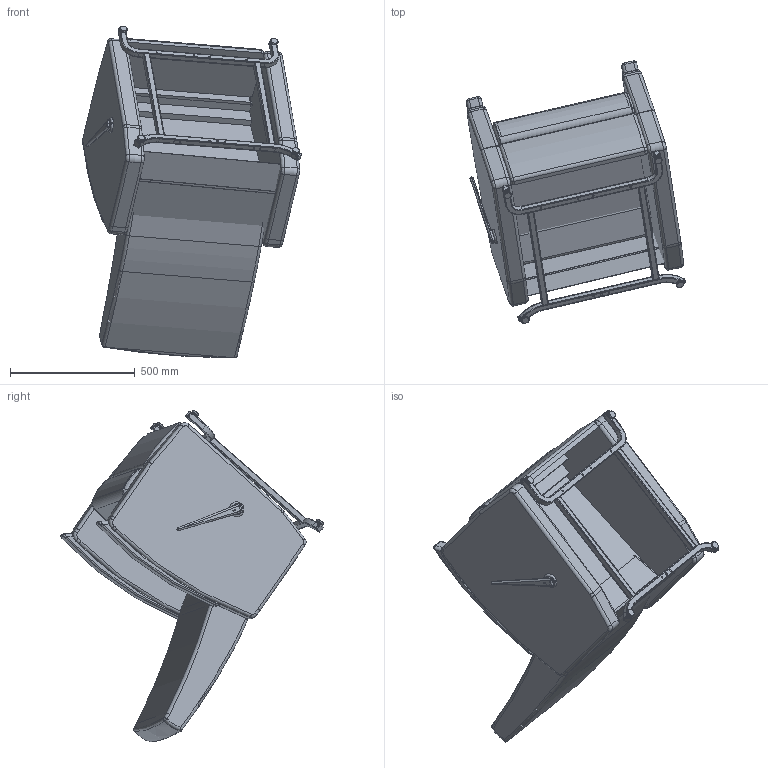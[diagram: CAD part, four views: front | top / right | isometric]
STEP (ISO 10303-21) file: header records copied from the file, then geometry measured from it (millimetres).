
FILE_DESCRIPTION(/* description */ (''),/* implementation_level */ '2;1');
FILE_NAME(/* name */ 'E1306W.stp',/* time_stamp */ '2017-09-29T15:02:23-04:00',/* author */ ('emehringer'),/* organization */ (''),/* preprocessor_version */ 'ST-DEVELOPER v16.5',/* originating_system */ 'Autodesk Inventor 2017',/* authorisation */ '');
FILE_SCHEMA (('AUTOMOTIVE_DESIGN { 1 0 10303 214 3 1 1 }'));
Length unit declared in the file: inch
Products named in the file (15): E1306U-W (SYMBOL); HANDLE 3/4 BLK; UBACK E1034; USEAT 1304; MAC R1010; OD1305 UKO; E1304 UARM; PLATFORMK9000-1 (generic); 4329650000_4328130000 (generic); 4328470000_4328320000 (generic); 4328590000 (generic); 7150570000 (generic); 7120800000 (generic); 7130140000; EV7070 UBACK FLAP
Assembly tree (26 placements, depth 3):
  E1306U-W (SYMBOL)
    HANDLE 3/4 BLK
    UBACK E1034
    USEAT 1304
    MAC R1010  x2
    OD1305 UKO
    E1304 UARM  x2
    PLATFORMK9000-1 (generic)
      4329650000_4328130000 (generic)
      4328470000_4328320000 (generic)
      4328590000 (generic)  x2
      7150570000 (generic)  x4
      7120800000 (generic)  x4
      7130140000  x4
    EV7070 UBACK FLAP
Bounding box: 879.7 x 1052.45 x 1328.96 mm (x, y, z)
Volume: 148985059.5 mm3; surface area: 5267901.8 mm2
Topology: 25 solids, 25 shells, 1338 faces, 3334 edges, 2062 vertices
Faces by surface type: plane 681, cylinder 382, torus 107, bspline 83, cone 53, sphere 32
Full cylindrical faces by diameter (mm): 4.369 x2, 5.105 x4, 5.334 x1, 5.563 x2, 6.35 x2, 7.137 x4, 8.001 x4, 9.541 x1, 9.804 x1, 11.112 x8, 15.24 x4, 24.181 x4, 42.037 x1, 60.325 x1
Entity records: 23579 total; most frequent: CARTESIAN_POINT 7451, DIRECTION 3469, ORIENTED_EDGE 3168, EDGE_CURVE 1584, AXIS2_PLACEMENT_3D 1377, VERTEX_POINT 984, EDGE_LOOP 736, LINE 715
